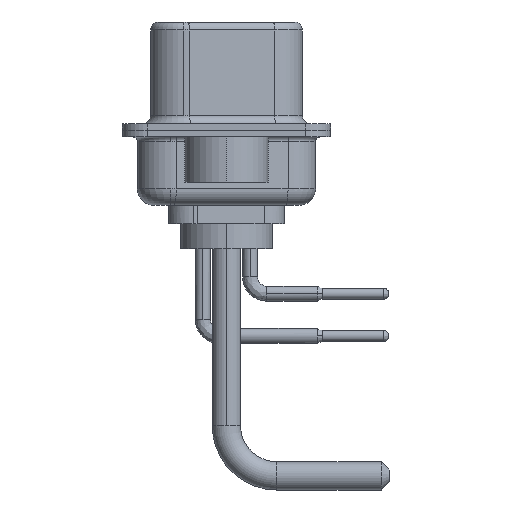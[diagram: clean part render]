
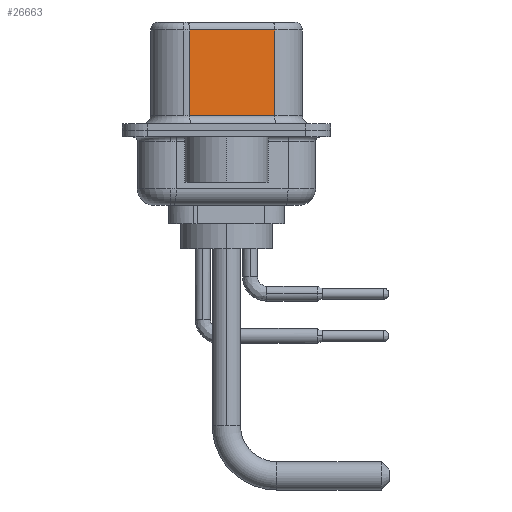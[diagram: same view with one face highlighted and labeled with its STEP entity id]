
A CAD part, left-side view. The second image highlights one B-rep face of the part: STEP entity #26663.
In plain terms, the highlighted planar face has unit normal (-0.985, -0.174, 0).
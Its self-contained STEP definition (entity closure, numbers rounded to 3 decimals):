
#2833 = EDGE_CURVE ( 'NONE', #27211, #8258, #10189, .T. ) ;
#2890 = LINE ( 'NONE', #26501, #18876 ) ;
#3076 = CARTESIAN_POINT ( 'NONE',  ( 4.58, -2.897, 6.52 ) ) ;
#3870 = LINE ( 'NONE', #16759, #19488 ) ;
#4220 = CARTESIAN_POINT ( 'NONE',  ( 3.68, 2.203, 6.02 ) ) ;
#4359 = VERTEX_POINT ( 'NONE', #13665 ) ;
#4758 = EDGE_CURVE ( 'NONE', #8258, #4359, #2890, .T. ) ;
#5878 = LINE ( 'NONE', #7572, #16279 ) ;
#7130 = EDGE_CURVE ( 'NONE', #4359, #26255, #5878, .T. ) ;
#7572 = CARTESIAN_POINT ( 'NONE',  ( 4.58, -2.897, 0.9 ) ) ;
#8258 = VERTEX_POINT ( 'NONE', #4220 ) ;
#9067 = ORIENTED_EDGE ( 'NONE', *, *, #23591, .F. ) ;
#9457 = FACE_OUTER_BOUND ( 'NONE', #16599, .T. ) ;
#9597 = DIRECTION ( 'NONE',  ( -0.174, 0.985, 0. ) ) ;
#9766 = CARTESIAN_POINT ( 'NONE',  ( 4.58, -2.897, 6.02 ) ) ;
#9792 = CARTESIAN_POINT ( 'NONE',  ( 4.58, -2.897, 0.9 ) ) ;
#10189 = LINE ( 'NONE', #9766, #14297 ) ;
#11240 = DIRECTION ( 'NONE',  ( 0., 0., -1. ) ) ;
#12552 = AXIS2_PLACEMENT_3D ( 'NONE', #3076, #20354, #9597 ) ;
#13665 = CARTESIAN_POINT ( 'NONE',  ( 3.68, 2.203, 0.9 ) ) ;
#14297 = VECTOR ( 'NONE', #18819, 1000. ) ;
#16038 = ORIENTED_EDGE ( 'NONE', *, *, #4758, .T. ) ;
#16211 = DIRECTION ( 'NONE',  ( 0.174, -0.985, 0. ) ) ;
#16279 = VECTOR ( 'NONE', #16211, 1000. ) ;
#16599 = EDGE_LOOP ( 'NONE', ( #9067, #17283, #16038, #17645 ) ) ;
#16759 = CARTESIAN_POINT ( 'NONE',  ( 4.58, -2.897, 6.52 ) ) ;
#17283 = ORIENTED_EDGE ( 'NONE', *, *, #2833, .T. ) ;
#17645 = ORIENTED_EDGE ( 'NONE', *, *, #7130, .T. ) ;
#18099 = PLANE ( 'NONE',  #12552 ) ;
#18819 = DIRECTION ( 'NONE',  ( -0.174, 0.985, 0. ) ) ;
#18876 = VECTOR ( 'NONE', #11240, 1000. ) ;
#19488 = VECTOR ( 'NONE', #20995, 1000. ) ;
#20354 = DIRECTION ( 'NONE',  ( 0.985, 0.174, 0. ) ) ;
#20995 = DIRECTION ( 'NONE',  ( 0., 0., -1. ) ) ;
#23591 = EDGE_CURVE ( 'NONE', #27211, #26255, #3870, .T. ) ;
#24965 = CARTESIAN_POINT ( 'NONE',  ( 4.58, -2.897, 6.02 ) ) ;
#26255 = VERTEX_POINT ( 'NONE', #9792 ) ;
#26501 = CARTESIAN_POINT ( 'NONE',  ( 3.68, 2.203, 6.52 ) ) ;
#26663 = ADVANCED_FACE ( 'NONE', ( #9457 ), #18099, .F. ) ;
#27211 = VERTEX_POINT ( 'NONE', #24965 ) ;
